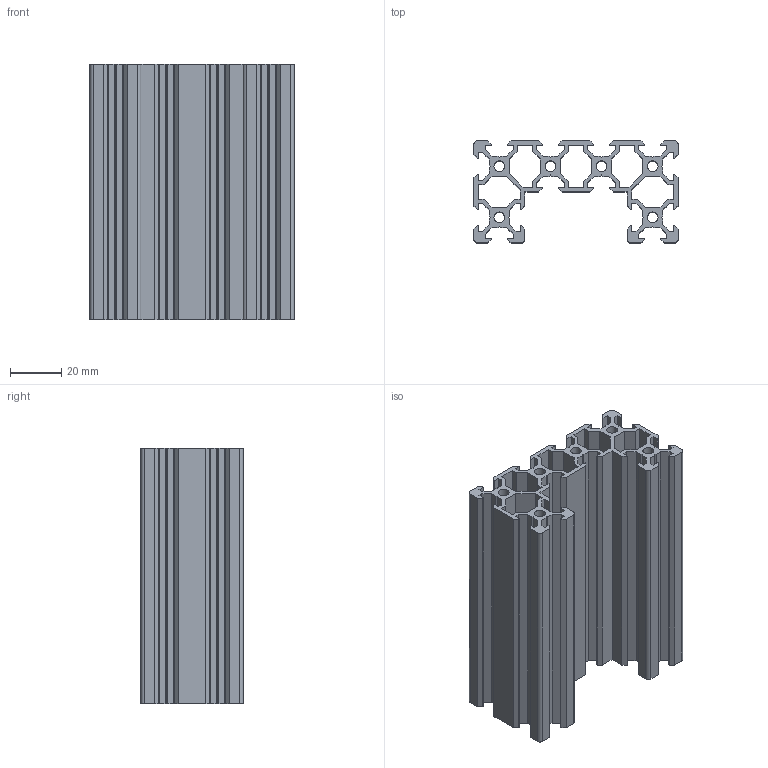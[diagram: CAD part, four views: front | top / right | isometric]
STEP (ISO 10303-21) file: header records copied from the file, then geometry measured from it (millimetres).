
FILE_DESCRIPTION(/* description */ (''),/* implementation_level */ '2;1');
FILE_NAME(/* name */ 'HW901NRC-C-BEAM - Natural Anodized.step',/* time_stamp */ '2022-10-11T10:32:05+01:00',/* author */ (''),/* organization */ (''),/* preprocessor_version */ 'ST-DEVELOPER v19',/* originating_system */ 'Autodesk Translation Framework v11.7.0.108',/* authorisation */ '');
FILE_SCHEMA (('AUTOMOTIVE_DESIGN { 1 0 10303 214 3 1 1 }'));
Length unit declared in the file: millimetre
Products named in the file (1): HW901NRC
Bounding box: 80 x 40 x 100 mm (x, y, z)
Volume: 80632.8 mm3; surface area: 85791 mm2
Topology: 1 solids, 1 shells, 288 faces, 858 edges, 572 vertices
Faces by surface type: plane 276, cylinder 12
Full cylindrical faces by diameter (mm): 4.2 x6
Entity records: 9563 total; most frequent: CARTESIAN_POINT 1719, ORIENTED_EDGE 1716, DIRECTION 1460, EDGE_CURVE 858, LINE 834, VECTOR 834, VERTEX_POINT 572, AXIS2_PLACEMENT_3D 313
